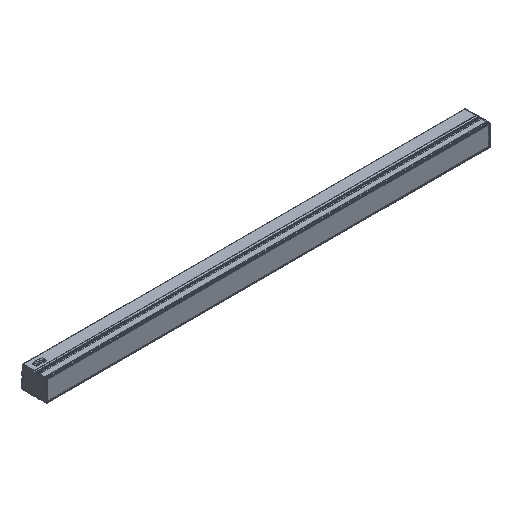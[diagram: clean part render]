
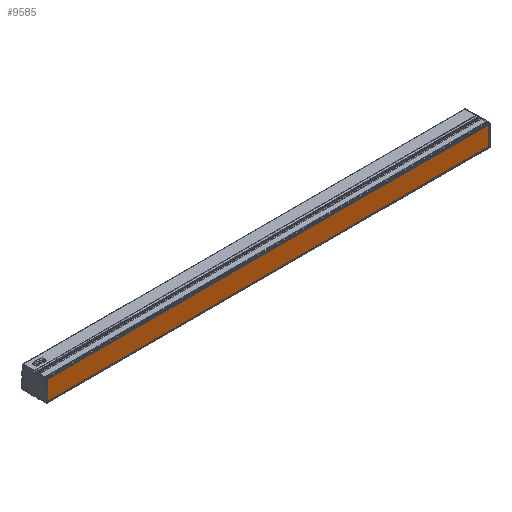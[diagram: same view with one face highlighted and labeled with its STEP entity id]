
A CAD part, isometric view. The second image highlights one B-rep face of the part: STEP entity #9585.
In plain terms, the highlighted planar face has unit normal (0, -1, 0).
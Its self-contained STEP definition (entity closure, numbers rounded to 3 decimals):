
#1124=FACE_OUTER_BOUND('',#1647,.T.);
#1647=EDGE_LOOP('',(#6352,#6353,#6354,#6355));
#2220=LINE('',#14516,#3036);
#2221=LINE('',#14518,#3037);
#2222=LINE('',#14520,#3038);
#2223=LINE('',#14521,#3039);
#3036=VECTOR('',#11494,1433.5);
#3037=VECTOR('',#11495,66.);
#3038=VECTOR('',#11496,1433.5);
#3039=VECTOR('',#11497,66.);
#3852=VERTEX_POINT('',#14514);
#3853=VERTEX_POINT('',#14515);
#3854=VERTEX_POINT('',#14517);
#3855=VERTEX_POINT('',#14519);
#4858=EDGE_CURVE('',#3852,#3853,#2220,.T.);
#4859=EDGE_CURVE('',#3853,#3854,#2221,.T.);
#4860=EDGE_CURVE('',#3854,#3855,#2222,.T.);
#4861=EDGE_CURVE('',#3855,#3852,#2223,.T.);
#6352=ORIENTED_EDGE('',*,*,#4858,.T.);
#6353=ORIENTED_EDGE('',*,*,#4859,.T.);
#6354=ORIENTED_EDGE('',*,*,#4860,.T.);
#6355=ORIENTED_EDGE('',*,*,#4861,.T.);
#9337=PLANE('',#10383);
#9585=ADVANCED_FACE('',(#1124),#9337,.T.);
#10383=AXIS2_PLACEMENT_3D('',#14513,#11492,#11493);
#11492=DIRECTION('center_axis',(0.,-1.,0.));
#11493=DIRECTION('ref_axis',(0.,0.,-1.));
#11494=DIRECTION('',(1.,0.,0.));
#11495=DIRECTION('',(0.,0.,1.));
#11496=DIRECTION('',(-1.,0.,0.));
#11497=DIRECTION('',(0.,0.,-1.));
#14513=CARTESIAN_POINT('Origin',(-13.835,1.3,12.335));
#14514=CARTESIAN_POINT('',(0.5,1.3,-68.));
#14515=CARTESIAN_POINT('',(1434.,1.3,-68.));
#14516=CARTESIAN_POINT('',(0.5,1.3,-68.));
#14517=CARTESIAN_POINT('',(1434.,1.3,-2.));
#14518=CARTESIAN_POINT('',(1434.,1.3,-68.));
#14519=CARTESIAN_POINT('',(0.5,1.3,-2.));
#14520=CARTESIAN_POINT('',(1434.,1.3,-2.));
#14521=CARTESIAN_POINT('',(0.5,1.3,-2.));
